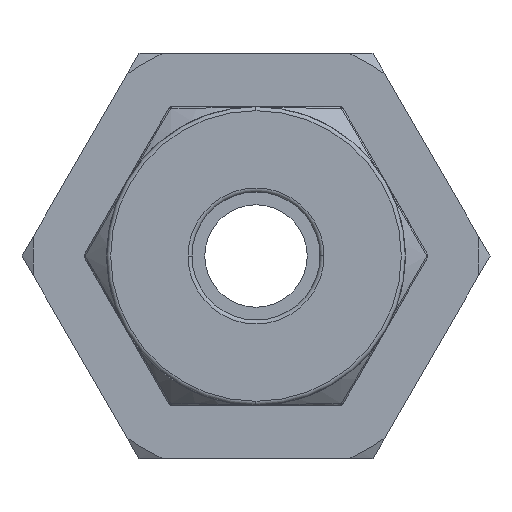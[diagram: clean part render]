
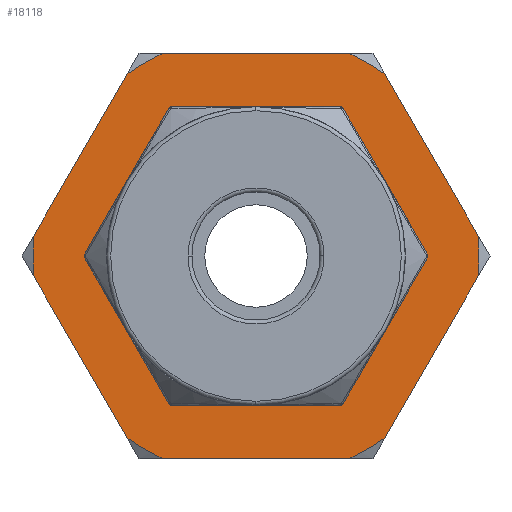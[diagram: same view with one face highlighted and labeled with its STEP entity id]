
A CAD part, left-side view. The second image highlights one B-rep face of the part: STEP entity #18118.
In plain terms, the highlighted face is planar.
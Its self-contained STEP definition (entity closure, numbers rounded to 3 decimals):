
#10937=CARTESIAN_POINT('',(19.9,0.,0.));
#10938=DIRECTION('',(1.,0.,0.));
#10939=DIRECTION('',(0.,1.,0.));
#10940=AXIS2_PLACEMENT_3D('',#10937,#10938,#10939);
#10945=DIRECTION('',(0.,0.5,0.866));
#10946=VECTOR('',#10945,8.707);
#10947=CARTESIAN_POINT('',(19.9,6.05,-8.52));
#10948=LINE('',#10947,#10946);
#10952=CARTESIAN_POINT('',(19.9,0.,0.));
#10953=DIRECTION('',(1.,0.,0.));
#10954=DIRECTION('',(0.,0.417,-0.909));
#10955=AXIS2_PLACEMENT_3D('',#10952,#10953,#10954);
#10960=DIRECTION('',(0.,1.,0.));
#10961=VECTOR('',#10960,8.707);
#10962=CARTESIAN_POINT('',(19.9,-4.354,-9.5));
#10963=LINE('',#10962,#10961);
#10967=CARTESIAN_POINT('',(19.9,0.,0.));
#10968=DIRECTION('',(1.,0.,0.));
#10969=DIRECTION('',(0.,-0.579,-0.815));
#10970=AXIS2_PLACEMENT_3D('',#10967,#10968,#10969);
#10975=DIRECTION('',(0.,0.5,-0.866));
#10976=VECTOR('',#10975,8.707);
#10977=CARTESIAN_POINT('',(19.9,-10.404,-0.98));
#10978=LINE('',#10977,#10976);
#10982=DIRECTION('',(0.,-0.5,-0.866));
#10983=VECTOR('',#10982,8.707);
#10984=CARTESIAN_POINT('',(19.9,-6.05,8.52));
#10985=LINE('',#10984,#10983);
#10989=CARTESIAN_POINT('',(19.9,0.,0.));
#10990=DIRECTION('',(1.,0.,0.));
#10991=DIRECTION('',(0.,-0.417,0.909));
#10992=AXIS2_PLACEMENT_3D('',#10989,#10990,#10991);
#10997=DIRECTION('',(0.,-1.,0.));
#10998=VECTOR('',#10997,8.707);
#10999=CARTESIAN_POINT('',(19.9,4.354,9.5));
#11000=LINE('',#10999,#10998);
#11004=CARTESIAN_POINT('',(19.9,0.,0.));
#11005=DIRECTION('',(1.,0.,0.));
#11006=DIRECTION('',(0.,0.579,0.815));
#11007=AXIS2_PLACEMENT_3D('',#11004,#11005,#11006);
#11012=DIRECTION('',(0.,-0.5,0.866));
#11013=VECTOR('',#11012,8.707);
#11014=CARTESIAN_POINT('',(19.9,10.404,0.98));
#11015=LINE('',#11014,#11013);
#11019=CARTESIAN_POINT('',(19.9,0.,0.));
#11020=DIRECTION('',(1.,0.,0.));
#11021=DIRECTION('',(0.,-1.,0.));
#11022=AXIS2_PLACEMENT_3D('',#11019,#11020,#11021);
#11041=CARTESIAN_POINT('',(19.9,0.,0.));
#11042=DIRECTION('',(1.,0.,0.));
#11043=DIRECTION('',(0.,0.996,-0.094));
#11044=AXIS2_PLACEMENT_3D('',#11041,#11042,#11043);
#11049=CARTESIAN_POINT('',(19.9,0.,0.));
#11050=DIRECTION('',(1.,0.,0.));
#11051=DIRECTION('',(0.,-0.996,0.094));
#11052=AXIS2_PLACEMENT_3D('',#11049,#11050,#11051);
#11079=CARTESIAN_POINT('',(19.9,-4.354,-9.5));
#11084=CARTESIAN_POINT('',(19.9,4.354,-9.5));
#11142=CARTESIAN_POINT('',(19.9,6.05,-8.52));
#11147=CARTESIAN_POINT('',(19.9,10.404,-0.98));
#11189=CARTESIAN_POINT('',(19.9,10.404,0.98));
#11194=CARTESIAN_POINT('',(19.9,6.05,8.52));
#11236=CARTESIAN_POINT('',(19.9,4.354,9.5));
#11241=CARTESIAN_POINT('',(19.9,-4.354,9.5));
#11283=CARTESIAN_POINT('',(19.9,-6.05,8.52));
#11288=CARTESIAN_POINT('',(19.9,-10.404,0.98));
#11330=CARTESIAN_POINT('',(19.9,-10.404,-0.98));
#11335=CARTESIAN_POINT('',(19.9,-6.05,-8.52));
#12254=CARTESIAN_POINT('',(19.9,4.632,0.));
#12255=CARTESIAN_POINT('',(19.9,-4.632,0.));
#12256=VERTEX_POINT('',#12254);
#12257=VERTEX_POINT('',#12255);
#12395=VERTEX_POINT('',#11079);
#12396=VERTEX_POINT('',#11084);
#12400=VERTEX_POINT('',#11142);
#12401=VERTEX_POINT('',#11147);
#12405=VERTEX_POINT('',#11189);
#12406=VERTEX_POINT('',#11194);
#12409=VERTEX_POINT('',#11236);
#12410=VERTEX_POINT('',#11241);
#12414=VERTEX_POINT('',#11283);
#12415=VERTEX_POINT('',#11288);
#12418=VERTEX_POINT('',#11330);
#12419=VERTEX_POINT('',#11335);
#18082=CARTESIAN_POINT('',(19.9,0.,0.));
#18083=DIRECTION('',(1.,0.,0.));
#18084=DIRECTION('',(0.,1.,0.));
#18085=AXIS2_PLACEMENT_3D('',#18082,#18083,#18084);
#18086=PLANE('',#18085);
#18088=ORIENTED_EDGE('',*,*,#18087,.F.);
#18090=ORIENTED_EDGE('',*,*,#18089,.F.);
#18092=ORIENTED_EDGE('',*,*,#18091,.F.);
#18094=ORIENTED_EDGE('',*,*,#18093,.F.);
#18096=ORIENTED_EDGE('',*,*,#18095,.F.);
#18098=ORIENTED_EDGE('',*,*,#18097,.F.);
#18100=ORIENTED_EDGE('',*,*,#18099,.F.);
#18102=ORIENTED_EDGE('',*,*,#18101,.F.);
#18104=ORIENTED_EDGE('',*,*,#18103,.F.);
#18106=ORIENTED_EDGE('',*,*,#18105,.F.);
#18108=ORIENTED_EDGE('',*,*,#18107,.F.);
#18110=ORIENTED_EDGE('',*,*,#18109,.F.);
#18111=EDGE_LOOP('',(#18088,#18090,#18092,#18094,#18096,#18098,#18100,#18102,
#18104,#18106,#18108,#18110));
#18112=FACE_OUTER_BOUND('',#18111,.F.);
#18113=ORIENTED_EDGE('',*,*,#18072,.T.);
#18115=ORIENTED_EDGE('',*,*,#18114,.T.);
#18116=EDGE_LOOP('',(#18113,#18115));
#18117=FACE_BOUND('',#18116,.F.);
#10941=CIRCLE('',#10940,4.632);
#10956=CIRCLE('',#10955,10.45);
#10971=CIRCLE('',#10970,10.45);
#10993=CIRCLE('',#10992,10.45);
#11008=CIRCLE('',#11007,10.45);
#11023=CIRCLE('',#11022,4.632);
#11045=CIRCLE('',#11044,10.45);
#11053=CIRCLE('',#11052,10.45);
#18072=EDGE_CURVE('',#12256,#12257,#10941,.T.);
#18087=EDGE_CURVE('',#12401,#12405,#11045,.T.);
#18089=EDGE_CURVE('',#12400,#12401,#10948,.T.);
#18091=EDGE_CURVE('',#12396,#12400,#10956,.T.);
#18093=EDGE_CURVE('',#12395,#12396,#10963,.T.);
#18095=EDGE_CURVE('',#12419,#12395,#10971,.T.);
#18097=EDGE_CURVE('',#12418,#12419,#10978,.T.);
#18099=EDGE_CURVE('',#12415,#12418,#11053,.T.);
#18101=EDGE_CURVE('',#12414,#12415,#10985,.T.);
#18103=EDGE_CURVE('',#12410,#12414,#10993,.T.);
#18105=EDGE_CURVE('',#12409,#12410,#11000,.T.);
#18107=EDGE_CURVE('',#12406,#12409,#11008,.T.);
#18109=EDGE_CURVE('',#12405,#12406,#11015,.T.);
#18114=EDGE_CURVE('',#12257,#12256,#11023,.T.);
#18118=ADVANCED_FACE('',(#18112,#18117),#18086,.T.);
